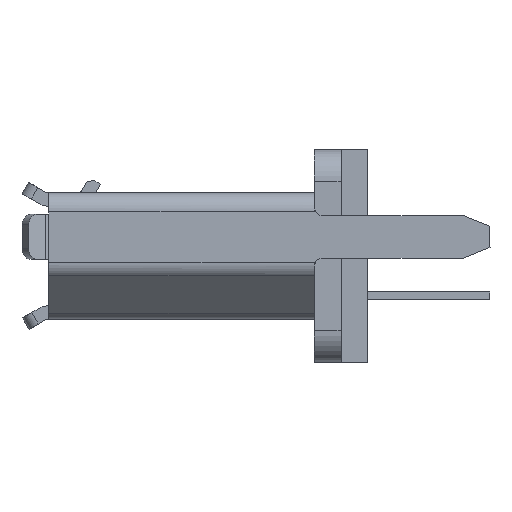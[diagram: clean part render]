
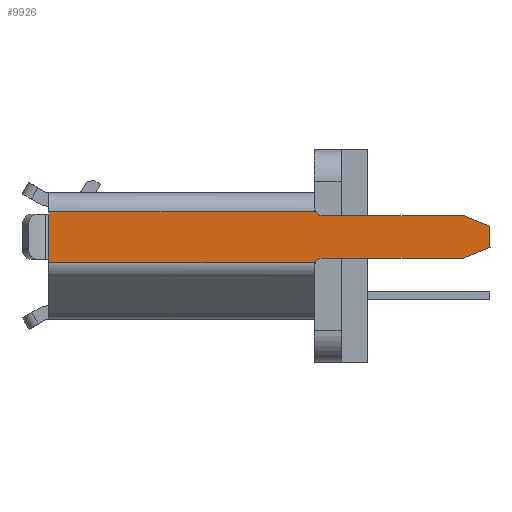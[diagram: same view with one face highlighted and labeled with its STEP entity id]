
A CAD part, left-side view. The second image highlights one B-rep face of the part: STEP entity #9926.
In plain terms, the highlighted face is planar.
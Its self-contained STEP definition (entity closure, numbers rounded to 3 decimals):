
#123=PLANE('',#10623);
#646=LINE('',#14461,#1882);
#648=LINE('',#14465,#1884);
#661=LINE('',#14501,#1897);
#715=LINE('',#14662,#1951);
#733=LINE('',#14722,#1969);
#734=LINE('',#14723,#1970);
#735=LINE('',#14725,#1971);
#736=LINE('',#14729,#1972);
#737=LINE('',#14730,#1973);
#738=LINE('',#14732,#1974);
#1882=VECTOR('',#11564,1000.);
#1884=VECTOR('',#11568,1000.);
#1897=VECTOR('',#11603,1000.);
#1951=VECTOR('',#11745,1000.);
#1969=VECTOR('',#11793,1000.);
#1970=VECTOR('',#11794,1000.);
#1971=VECTOR('',#11795,1000.);
#1972=VECTOR('',#11798,1000.);
#1973=VECTOR('',#11799,1000.);
#1974=VECTOR('',#11800,1000.);
#3374=ORIENTED_EDGE('',*,*,#6267,.F.);
#3375=ORIENTED_EDGE('',*,*,#6240,.T.);
#3376=ORIENTED_EDGE('',*,*,#6142,.F.);
#3377=ORIENTED_EDGE('',*,*,#6268,.F.);
#3378=ORIENTED_EDGE('',*,*,#6269,.F.);
#3379=ORIENTED_EDGE('',*,*,#6270,.F.);
#3380=ORIENTED_EDGE('',*,*,#6271,.F.);
#3381=ORIENTED_EDGE('',*,*,#6272,.F.);
#3382=ORIENTED_EDGE('',*,*,#6161,.F.);
#3383=ORIENTED_EDGE('',*,*,#6140,.F.);
#3384=ORIENTED_EDGE('',*,*,#6273,.F.);
#3385=ORIENTED_EDGE('',*,*,#6274,.F.);
#6140=EDGE_CURVE('',#7605,#7602,#646,.T.);
#6142=EDGE_CURVE('',#7450,#7607,#648,.T.);
#6161=EDGE_CURVE('',#7602,#7619,#661,.T.);
#6240=EDGE_CURVE('',#7670,#7607,#715,.T.);
#6267=EDGE_CURVE('',#7670,#7688,#8476,.T.);
#6268=EDGE_CURVE('',#7621,#7450,#733,.T.);
#6269=EDGE_CURVE('',#7689,#7621,#734,.T.);
#6270=EDGE_CURVE('',#7690,#7689,#735,.T.);
#6271=EDGE_CURVE('',#7691,#7690,#8477,.T.);
#6272=EDGE_CURVE('',#7619,#7691,#736,.T.);
#6273=EDGE_CURVE('',#7692,#7605,#737,.T.);
#6274=EDGE_CURVE('',#7688,#7692,#738,.T.);
#7450=VERTEX_POINT('',#14101);
#7602=VERTEX_POINT('',#14455);
#7605=VERTEX_POINT('',#14460);
#7607=VERTEX_POINT('',#14466);
#7619=VERTEX_POINT('',#14502);
#7621=VERTEX_POINT('',#14508);
#7670=VERTEX_POINT('',#14663);
#7688=VERTEX_POINT('',#14721);
#7689=VERTEX_POINT('',#14724);
#7690=VERTEX_POINT('',#14726);
#7691=VERTEX_POINT('',#14728);
#7692=VERTEX_POINT('',#14731);
#8476=CIRCLE('',#10624,0.15);
#8477=CIRCLE('',#10625,0.15);
#8692=EDGE_LOOP('',(#3374,#3375,#3376,#3377,#3378,#3379,#3380,#3381,#3382,
#3383,#3384,#3385));
#9250=FACE_BOUND('',#8692,.T.);
#9926=ADVANCED_FACE('',(#9250),#123,.T.);
#10623=AXIS2_PLACEMENT_3D('',#14719,#11789,#11790);
#10624=AXIS2_PLACEMENT_3D('',#14720,#11791,#11792);
#10625=AXIS2_PLACEMENT_3D('',#14727,#11796,#11797);
#11564=DIRECTION('',(0.,0.,-1.));
#11568=DIRECTION('',(0.,0.,1.));
#11603=DIRECTION('',(0.,-0.928,-0.371));
#11745=DIRECTION('',(0.,-1.,0.));
#11789=DIRECTION('',(1.,0.,0.));
#11790=DIRECTION('',(0.,1.,0.));
#11791=DIRECTION('',(1.,0.,0.));
#11792=DIRECTION('',(0.,0.,-1.));
#11793=DIRECTION('',(0.,0.,1.));
#11794=DIRECTION('',(0.,0.,1.));
#11795=DIRECTION('',(0.,-1.,0.));
#11796=DIRECTION('',(1.,0.,0.));
#11797=DIRECTION('',(0.,0.,1.));
#11798=DIRECTION('',(0.,-1.,0.));
#11799=DIRECTION('',(0.,0.928,-0.371));
#11800=DIRECTION('',(0.,1.,0.));
#14101=CARTESIAN_POINT('',(3.7,0.,-0.4));
#14455=CARTESIAN_POINT('',(3.7,8.3,-1.025));
#14460=CARTESIAN_POINT('',(3.7,8.3,-0.625));
#14461=CARTESIAN_POINT('',(3.7,8.3,-0.83));
#14465=CARTESIAN_POINT('',(3.7,0.,-0.83));
#14466=CARTESIAN_POINT('',(3.7,0.,-0.35));
#14501=CARTESIAN_POINT('',(3.7,8.32,-1.017));
#14502=CARTESIAN_POINT('',(3.7,7.8,-1.225));
#14508=CARTESIAN_POINT('',(3.7,0.,-1.25));
#14662=CARTESIAN_POINT('',(3.7,2.51,-0.35));
#14663=CARTESIAN_POINT('',(3.7,5.02,-0.35));
#14719=CARTESIAN_POINT('',(3.7,8.466,-1.331));
#14720=CARTESIAN_POINT('',(3.7,5.15,-0.275));
#14721=CARTESIAN_POINT('',(3.7,5.15,-0.425));
#14722=CARTESIAN_POINT('',(3.7,0.,-0.83));
#14723=CARTESIAN_POINT('',(3.7,0.,-0.83));
#14724=CARTESIAN_POINT('',(3.7,0.,-1.309));
#14725=CARTESIAN_POINT('',(3.7,4.15,-1.309));
#14726=CARTESIAN_POINT('',(3.7,5.015,-1.309));
#14727=CARTESIAN_POINT('',(3.7,5.15,-1.375));
#14728=CARTESIAN_POINT('',(3.7,5.15,-1.225));
#14729=CARTESIAN_POINT('',(3.7,4.15,-1.225));
#14730=CARTESIAN_POINT('',(3.7,8.32,-0.633));
#14731=CARTESIAN_POINT('',(3.7,7.8,-0.425));
#14732=CARTESIAN_POINT('',(3.7,5.097,-0.425));
